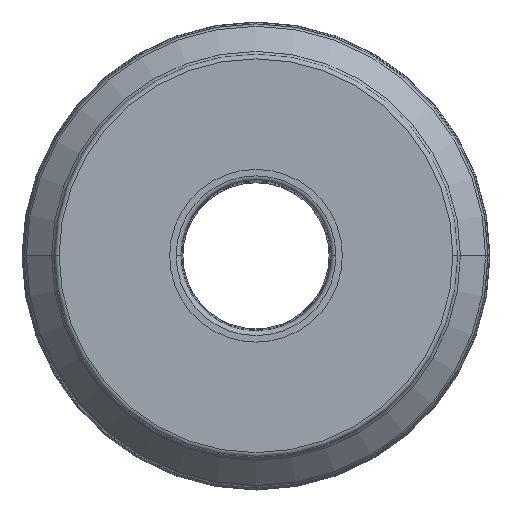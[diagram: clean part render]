
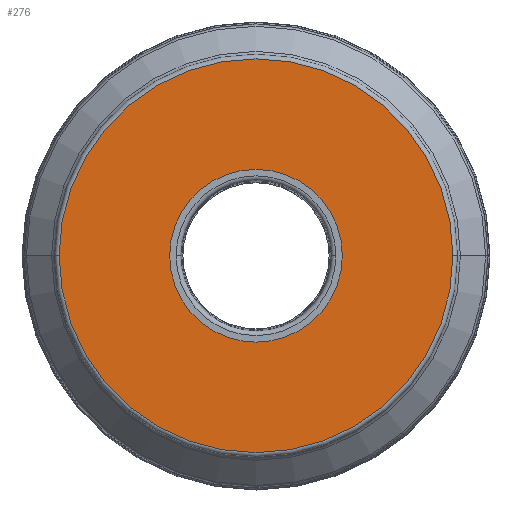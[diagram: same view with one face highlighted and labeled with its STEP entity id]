
A CAD part, top view. The second image highlights one B-rep face of the part: STEP entity #276.
In plain terms, the highlighted planar face has unit normal (0, 0, 1).
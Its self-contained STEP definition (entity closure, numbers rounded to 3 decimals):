
#30=PLANE('',#2221);
#38=FACE_BOUND('',#506,.T.);
#39=FACE_BOUND('',#507,.T.);
#276=ADVANCED_FACE('',(#38,#39),#30,.F.);
#506=EDGE_LOOP('',(#933,#934));
#507=EDGE_LOOP('',(#935,#936));
#933=ORIENTED_EDGE('',*,*,#1398,.F.);
#934=ORIENTED_EDGE('',*,*,#1396,.F.);
#935=ORIENTED_EDGE('',*,*,#1399,.T.);
#936=ORIENTED_EDGE('',*,*,#1400,.T.);
#1159=VERTEX_POINT('',#4616);
#1160=VERTEX_POINT('',#4618);
#1161=VERTEX_POINT('',#4624);
#1162=VERTEX_POINT('',#4625);
#1396=EDGE_CURVE('',#1159,#1160,#1699,.T.);
#1398=EDGE_CURVE('',#1160,#1159,#1701,.T.);
#1399=EDGE_CURVE('',#1161,#1162,#1702,.T.);
#1400=EDGE_CURVE('',#1162,#1161,#1703,.T.);
#1699=CIRCLE('',#2214,85.5);
#1701=CIRCLE('',#2217,85.5);
#1702=CIRCLE('',#2219,37.5);
#1703=CIRCLE('',#2220,37.5);
#2214=AXIS2_PLACEMENT_3D('',#4617,#2768,#2769);
#2217=AXIS2_PLACEMENT_3D('',#4621,#2774,#2775);
#2219=AXIS2_PLACEMENT_3D('',#4623,#2778,#2779);
#2220=AXIS2_PLACEMENT_3D('',#4626,#2780,#2781);
#2221=AXIS2_PLACEMENT_3D('',#4627,#2782,#2783);
#2768=DIRECTION('',(0.,0.,-1.));
#2769=DIRECTION('',(-1.,0.,0.));
#2774=DIRECTION('',(0.,0.,-1.));
#2775=DIRECTION('',(1.,0.,0.));
#2778=DIRECTION('',(0.,0.,-1.));
#2779=DIRECTION('',(-1.,0.,0.));
#2780=DIRECTION('',(0.,0.,-1.));
#2781=DIRECTION('',(1.,0.,0.));
#2782=DIRECTION('',(0.,0.,-1.));
#2783=DIRECTION('',(1.,0.,0.));
#4616=CARTESIAN_POINT('',(-85.5,0.,0.));
#4617=CARTESIAN_POINT('',(0.,0.,0.));
#4618=CARTESIAN_POINT('',(85.5,0.,0.));
#4621=CARTESIAN_POINT('',(0.,0.,0.));
#4623=CARTESIAN_POINT('',(0.,0.,0.));
#4624=CARTESIAN_POINT('',(-37.5,0.,0.));
#4625=CARTESIAN_POINT('',(37.5,0.,0.));
#4626=CARTESIAN_POINT('',(0.,0.,0.));
#4627=CARTESIAN_POINT('',(0.,0.,0.));
